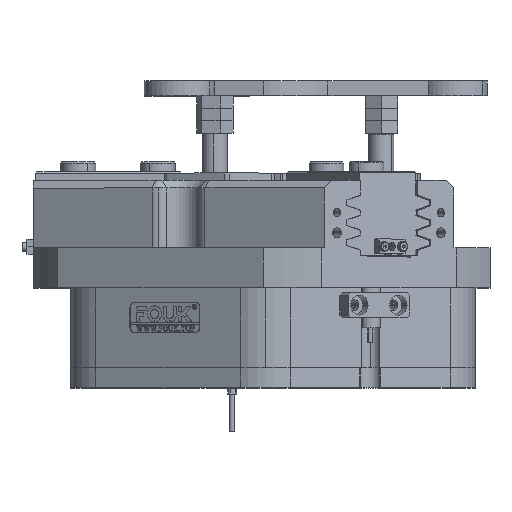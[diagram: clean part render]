
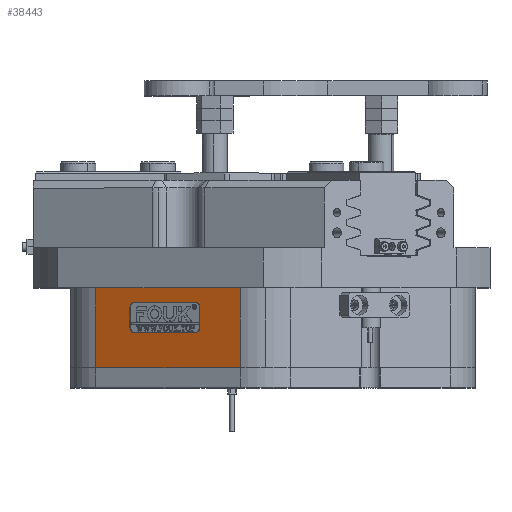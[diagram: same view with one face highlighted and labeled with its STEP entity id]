
A CAD part, top view. The second image highlights one B-rep face of the part: STEP entity #38443.
In plain terms, the highlighted planar face has unit normal (-0.5, 0, 0.866).
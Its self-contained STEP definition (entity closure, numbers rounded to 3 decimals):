
#166 = VERTEX_POINT ( 'NONE', #21331 ) ;
#757 = VERTEX_POINT ( 'NONE', #12699 ) ;
#2244 = VERTEX_POINT ( 'NONE', #45319 ) ;
#2794 = CARTESIAN_POINT ( 'NONE',  ( -30.175, 24.1, 77.264 ) ) ;
#2921 = EDGE_CURVE ( 'NONE', #7117, #4859, #41907, .T. ) ;
#3027 = DIRECTION ( 'NONE',  ( 0.866, 0., 0.5 ) ) ;
#3599 = EDGE_LOOP ( 'NONE', ( #16772, #10201, #10363, #4434, #39376, #20153, #11352, #39930 ) ) ;
#4129 = DIRECTION ( 'NONE',  ( 0., -1., 0. ) ) ;
#4434 = ORIENTED_EDGE ( 'NONE', *, *, #32176, .T. ) ;
#4859 = VERTEX_POINT ( 'NONE', #31433 ) ;
#4954 = CARTESIAN_POINT ( 'NONE',  ( -54.423, 24.1, 63.264 ) ) ;
#5056 = DIRECTION ( 'NONE',  ( 0., 1., 0. ) ) ;
#5947 = EDGE_CURVE ( 'NONE', #43649, #2244, #24679, .T. ) ;
#6147 = EDGE_CURVE ( 'NONE', #2244, #757, #40099, .T. ) ;
#7117 = VERTEX_POINT ( 'NONE', #21020 ) ;
#8642 = DIRECTION ( 'NONE',  ( 0.866, 0., 0.5 ) ) ;
#8982 = CARTESIAN_POINT ( 'NONE',  ( 82., 0., 142.028 ) ) ;
#10201 = ORIENTED_EDGE ( 'NONE', *, *, #6147, .T. ) ;
#10363 = ORIENTED_EDGE ( 'NONE', *, *, #13998, .T. ) ;
#10886 = CARTESIAN_POINT ( 'NONE',  ( -54.423, 14., 63.264 ) ) ;
#11352 = ORIENTED_EDGE ( 'NONE', *, *, #2921, .T. ) ;
#11788 = PLANE ( 'NONE',  #22020 ) ;
#12015 = LINE ( 'NONE', #32304, #35213 ) ;
#12585 = DIRECTION ( 'NONE',  ( 0., 1., 0. ) ) ;
#12699 = CARTESIAN_POINT ( 'NONE',  ( -30.175, 14., 77.264 ) ) ;
#13998 = EDGE_CURVE ( 'NONE', #757, #27365, #12015, .T. ) ;
#14047 = ORIENTED_EDGE ( 'NONE', *, *, #21312, .F. ) ;
#14484 = CARTESIAN_POINT ( 'NONE',  ( -12., 0., 87.757 ) ) ;
#14773 = DIRECTION ( 'NONE',  ( 0.5, 0., -0.866 ) ) ;
#15495 = DIRECTION ( 'NONE',  ( -0.5, 0., 0.866 ) ) ;
#15593 = DIRECTION ( 'NONE',  ( -0.866, 0., -0.5 ) ) ;
#16122 = LINE ( 'NONE', #8982, #31080 ) ;
#16383 = LINE ( 'NONE', #26582, #24696 ) ;
#16705 = EDGE_CURVE ( 'NONE', #19376, #45504, #35566, .T. ) ;
#16772 = ORIENTED_EDGE ( 'NONE', *, *, #5947, .T. ) ;
#16863 = CARTESIAN_POINT ( 'NONE',  ( -56.242, 16.1, 62.214 ) ) ;
#16888 = VERTEX_POINT ( 'NONE', #41074 ) ;
#16898 = CIRCLE ( 'NONE', #32564, 2.1 ) ;
#17124 = EDGE_CURVE ( 'NONE', #22762, #166, #35518, .T. ) ;
#17479 = VECTOR ( 'NONE', #27629, 1000. ) ;
#17605 = EDGE_CURVE ( 'NONE', #22762, #16888, #16122, .T. ) ;
#18029 = CIRCLE ( 'NONE', #27154, 2.1 ) ;
#18456 = DIRECTION ( 'NONE',  ( -0.866, 0., -0.5 ) ) ;
#18519 = AXIS2_PLACEMENT_3D ( 'NONE', #21452, #14773, #18456 ) ;
#19376 = VERTEX_POINT ( 'NONE', #16863 ) ;
#20153 = ORIENTED_EDGE ( 'NONE', *, *, #45639, .T. ) ;
#20834 = CIRCLE ( 'NONE', #26620, 2.1 ) ;
#21020 = CARTESIAN_POINT ( 'NONE',  ( -54.423, 26.2, 63.264 ) ) ;
#21312 = EDGE_CURVE ( 'NONE', #44437, #166, #16383, .T. ) ;
#21331 = CARTESIAN_POINT ( 'NONE',  ( -12., 32., 87.757 ) ) ;
#21452 = CARTESIAN_POINT ( 'NONE',  ( -30.175, 16.1, 77.264 ) ) ;
#21825 = DIRECTION ( 'NONE',  ( -0.866, 0., -0.5 ) ) ;
#22020 = AXIS2_PLACEMENT_3D ( 'NONE', #22937, #15495, #43817 ) ;
#22762 = VERTEX_POINT ( 'NONE', #14484 ) ;
#22937 = CARTESIAN_POINT ( 'NONE',  ( 82., 75., 142.028 ) ) ;
#24679 = LINE ( 'NONE', #44780, #17479 ) ;
#24696 = VECTOR ( 'NONE', #8642, 1000. ) ;
#24882 = EDGE_LOOP ( 'NONE', ( #14047, #30211, #35140, #45108 ) ) ;
#25111 = CARTESIAN_POINT ( 'NONE',  ( -30.175, 26.2, 77.264 ) ) ;
#26582 = CARTESIAN_POINT ( 'NONE',  ( -41., 32., 71.014 ) ) ;
#26620 = AXIS2_PLACEMENT_3D ( 'NONE', #2794, #30802, #34923 ) ;
#27154 = AXIS2_PLACEMENT_3D ( 'NONE', #36903, #36291, #43920 ) ;
#27365 = VERTEX_POINT ( 'NONE', #10886 ) ;
#27629 = DIRECTION ( 'NONE',  ( 0., -1., 0. ) ) ;
#30211 = ORIENTED_EDGE ( 'NONE', *, *, #42012, .T. ) ;
#30802 = DIRECTION ( 'NONE',  ( 0.5, 0., -0.866 ) ) ;
#31080 = VECTOR ( 'NONE', #44097, 1000. ) ;
#31433 = CARTESIAN_POINT ( 'NONE',  ( -30.175, 26.2, 77.264 ) ) ;
#32176 = EDGE_CURVE ( 'NONE', #27365, #19376, #18029, .T. ) ;
#32273 = VECTOR ( 'NONE', #5056, 1000. ) ;
#32304 = CARTESIAN_POINT ( 'NONE',  ( -30.175, 14., 77.264 ) ) ;
#32495 = VECTOR ( 'NONE', #4129, 1000. ) ;
#32564 = AXIS2_PLACEMENT_3D ( 'NONE', #4954, #36757, #15593 ) ;
#32739 = CARTESIAN_POINT ( 'NONE',  ( -70., 75., 54.271 ) ) ;
#32934 = CARTESIAN_POINT ( 'NONE',  ( -56.242, 24.1, 62.214 ) ) ;
#33457 = CARTESIAN_POINT ( 'NONE',  ( -12., 75., 87.757 ) ) ;
#34923 = DIRECTION ( 'NONE',  ( 0.866, 0., 0.5 ) ) ;
#35140 = ORIENTED_EDGE ( 'NONE', *, *, #17605, .F. ) ;
#35213 = VECTOR ( 'NONE', #21825, 1000. ) ;
#35443 = FACE_BOUND ( 'NONE', #3599, .T. ) ;
#35518 = LINE ( 'NONE', #33457, #45406 ) ;
#35566 = LINE ( 'NONE', #43878, #32273 ) ;
#36291 = DIRECTION ( 'NONE',  ( 0.5, 0., -0.866 ) ) ;
#36316 = LINE ( 'NONE', #32739, #32495 ) ;
#36757 = DIRECTION ( 'NONE',  ( 0.5, 0., -0.866 ) ) ;
#36903 = CARTESIAN_POINT ( 'NONE',  ( -54.423, 16.1, 63.264 ) ) ;
#38443 = ADVANCED_FACE ( 'NONE', ( #44753, #35443 ), #11788, .T. ) ;
#38626 = VECTOR ( 'NONE', #3027, 1000. ) ;
#39376 = ORIENTED_EDGE ( 'NONE', *, *, #16705, .T. ) ;
#39930 = ORIENTED_EDGE ( 'NONE', *, *, #45127, .T. ) ;
#40099 = CIRCLE ( 'NONE', #18519, 2.1 ) ;
#41074 = CARTESIAN_POINT ( 'NONE',  ( -70., 0., 54.271 ) ) ;
#41907 = LINE ( 'NONE', #25111, #38626 ) ;
#42012 = EDGE_CURVE ( 'NONE', #44437, #16888, #36316, .T. ) ;
#42868 = CARTESIAN_POINT ( 'NONE',  ( -28.356, 24.1, 78.314 ) ) ;
#43649 = VERTEX_POINT ( 'NONE', #42868 ) ;
#43817 = DIRECTION ( 'NONE',  ( 0.866, 0., 0.5 ) ) ;
#43878 = CARTESIAN_POINT ( 'NONE',  ( -56.242, 24.1, 62.214 ) ) ;
#43920 = DIRECTION ( 'NONE',  ( -0.866, 0., -0.5 ) ) ;
#44097 = DIRECTION ( 'NONE',  ( -0.866, 0., -0.5 ) ) ;
#44437 = VERTEX_POINT ( 'NONE', #44474 ) ;
#44474 = CARTESIAN_POINT ( 'NONE',  ( -70., 32., 54.271 ) ) ;
#44753 = FACE_OUTER_BOUND ( 'NONE', #24882, .T. ) ;
#44780 = CARTESIAN_POINT ( 'NONE',  ( -28.356, 24.1, 78.314 ) ) ;
#45108 = ORIENTED_EDGE ( 'NONE', *, *, #17124, .T. ) ;
#45127 = EDGE_CURVE ( 'NONE', #4859, #43649, #20834, .T. ) ;
#45319 = CARTESIAN_POINT ( 'NONE',  ( -28.356, 16.1, 78.314 ) ) ;
#45406 = VECTOR ( 'NONE', #12585, 1000. ) ;
#45504 = VERTEX_POINT ( 'NONE', #32934 ) ;
#45639 = EDGE_CURVE ( 'NONE', #45504, #7117, #16898, .T. ) ;
